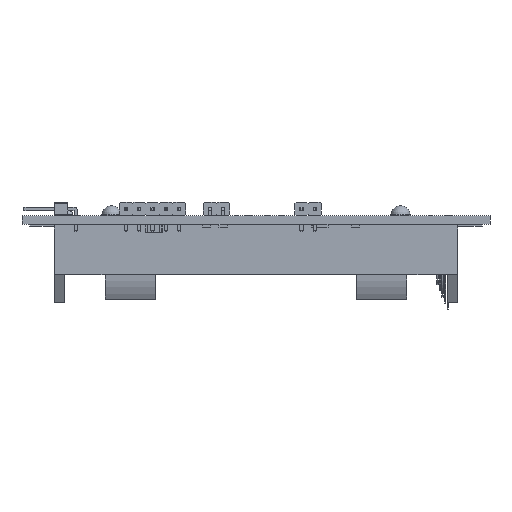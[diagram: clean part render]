
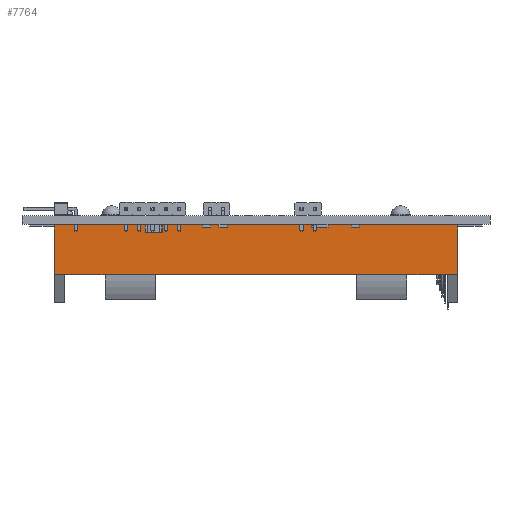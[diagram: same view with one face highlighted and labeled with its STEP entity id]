
A CAD part, left-side view. The second image highlights one B-rep face of the part: STEP entity #7764.
In plain terms, the highlighted face is planar.
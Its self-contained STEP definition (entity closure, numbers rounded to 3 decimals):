
#7553 = VERTEX_POINT('',#7554);
#7554 = CARTESIAN_POINT('',(-28.82,10.325,9.6));
#7592 = VERTEX_POINT('',#7593);
#7593 = CARTESIAN_POINT('',(-19.263,10.325,9.6));
#7600 = EDGE_CURVE('',#7553,#7592,#7601,.T.);
#7601 = LINE('',#7602,#7603);
#7602 = CARTESIAN_POINT('',(-32.5,10.325,9.6));
#7603 = VECTOR('',#7604,1.);
#7604 = DIRECTION('',(1.,0.,0.));
#7666 = VERTEX_POINT('',#7667);
#7667 = CARTESIAN_POINT('',(38.525,10.325,9.6));
#7673 = EDGE_CURVE('',#7674,#7666,#7676,.T.);
#7674 = VERTEX_POINT('',#7675);
#7675 = CARTESIAN_POINT('',(28.82,10.325,9.6));
#7676 = LINE('',#7677,#7678);
#7677 = CARTESIAN_POINT('',(-32.5,10.325,9.6));
#7678 = VECTOR('',#7679,1.);
#7679 = DIRECTION('',(1.,0.,0.));
#7698 = VERTEX_POINT('',#7699);
#7699 = CARTESIAN_POINT('',(19.263,10.325,9.6));
#7705 = EDGE_CURVE('',#7592,#7698,#7706,.T.);
#7706 = LINE('',#7707,#7708);
#7707 = CARTESIAN_POINT('',(-32.5,10.325,9.6));
#7708 = VECTOR('',#7709,1.);
#7709 = DIRECTION('',(1.,0.,0.));
#7719 = EDGE_CURVE('',#7553,#7720,#7722,.T.);
#7720 = VERTEX_POINT('',#7721);
#7721 = CARTESIAN_POINT('',(-38.525,10.325,9.6));
#7722 = LINE('',#7723,#7724);
#7723 = CARTESIAN_POINT('',(38.525,10.325,9.6));
#7724 = VECTOR('',#7725,1.);
#7725 = DIRECTION('',(-1.,0.,0.));
#7764 = ADVANCED_FACE('',(#7765),#7799,.F.);
#7765 = FACE_BOUND('',#7766,.F.);
#7766 = EDGE_LOOP('',(#7767,#7777,#7783,#7784,#7790,#7791,#7792,#7793));
#7767 = ORIENTED_EDGE('',*,*,#7768,.F.);
#7768 = EDGE_CURVE('',#7769,#7771,#7773,.T.);
#7769 = VERTEX_POINT('',#7770);
#7770 = CARTESIAN_POINT('',(38.525,10.325,0.1));
#7771 = VERTEX_POINT('',#7772);
#7772 = CARTESIAN_POINT('',(-38.525,10.325,0.1));
#7773 = LINE('',#7774,#7775);
#7774 = CARTESIAN_POINT('',(38.525,10.325,0.1));
#7775 = VECTOR('',#7776,1.);
#7776 = DIRECTION('',(-1.,0.,0.));
#7777 = ORIENTED_EDGE('',*,*,#7778,.T.);
#7778 = EDGE_CURVE('',#7769,#7666,#7779,.T.);
#7779 = LINE('',#7780,#7781);
#7780 = CARTESIAN_POINT('',(38.525,10.325,0.1));
#7781 = VECTOR('',#7782,1.);
#7782 = DIRECTION('',(0.,0.,1.));
#7783 = ORIENTED_EDGE('',*,*,#7673,.F.);
#7784 = ORIENTED_EDGE('',*,*,#7785,.F.);
#7785 = EDGE_CURVE('',#7698,#7674,#7786,.T.);
#7786 = LINE('',#7787,#7788);
#7787 = CARTESIAN_POINT('',(-32.5,10.325,9.6));
#7788 = VECTOR('',#7789,1.);
#7789 = DIRECTION('',(1.,0.,0.));
#7790 = ORIENTED_EDGE('',*,*,#7705,.F.);
#7791 = ORIENTED_EDGE('',*,*,#7600,.F.);
#7792 = ORIENTED_EDGE('',*,*,#7719,.T.);
#7793 = ORIENTED_EDGE('',*,*,#7794,.F.);
#7794 = EDGE_CURVE('',#7771,#7720,#7795,.T.);
#7795 = LINE('',#7796,#7797);
#7796 = CARTESIAN_POINT('',(-38.525,10.325,0.1));
#7797 = VECTOR('',#7798,1.);
#7798 = DIRECTION('',(0.,0.,1.));
#7799 = PLANE('',#7800);
#7800 = AXIS2_PLACEMENT_3D('',#7801,#7802,#7803);
#7801 = CARTESIAN_POINT('',(38.525,10.325,0.1));
#7802 = DIRECTION('',(0.,-1.,0.));
#7803 = DIRECTION('',(-1.,0.,0.));
